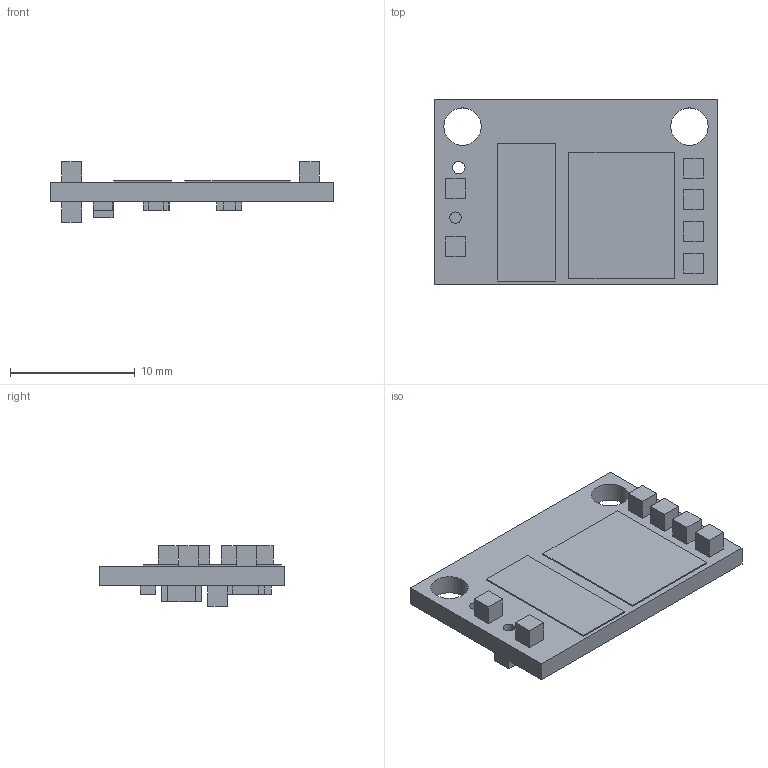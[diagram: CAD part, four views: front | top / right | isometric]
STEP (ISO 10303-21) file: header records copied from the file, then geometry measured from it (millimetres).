
FILE_DESCRIPTION(/* description */ (''),/* implementation_level */ '2;1');
FILE_NAME(/* name */ 'd9185b75-6f61-45f6-92ae-4305327ff989.stp',/* time_stamp */ '2020-03-04T18:30:12+00:00',/* author */ (''),/* organization */ (''),/* preprocessor_version */ 'ST-DEVELOPER v18',/* originating_system */ 'Autodesk Translation Framework v8.12.0.6',/* authorisation */ '');
FILE_SCHEMA (('AUTOMOTIVE_DESIGN { 1 0 10303 214 3 1 1 }'));
Length unit declared in the file: millimetre
Products named in the file (10): d9185b75-6f61-45f6-92ae-4305327ff989; PCB Component; Board; 1,6/0,9; 4.7k; 100n; ATTINY85-P; QCL16.0000F18B23B; 18 pF; 10k
Assembly tree (16 placements, depth 3):
  d9185b75-6f61-45f6-92ae-4305327ff989
    PCB Component
      Board
      1,6/0,9  x7
      4.7k
      100n
      ATTINY85-P
      QCL16.0000F18B23B
      18 pF  x2
      10k
Bounding box: 22.74 x 14.91 x 4.89 mm (x, y, z)
Volume: 552.2 mm3; surface area: 1313.8 mm2
Topology: 15 solids, 15 shells, 151 faces, 363 edges, 242 vertices
Faces by surface type: plane 130, cylinder 21
Full cylindrical faces by diameter (mm): 0.5 x2, 0.813 x8, 0.914 x7, 1 x2, 3 x2
Entity records: 3579 total; most frequent: CARTESIAN_POINT 552, DIRECTION 551, ORIENTED_EDGE 510, EDGE_CURVE 255, LINE 213, VECTOR 213, VERTEX_POINT 170, AXIS2_PLACEMENT_3D 169
